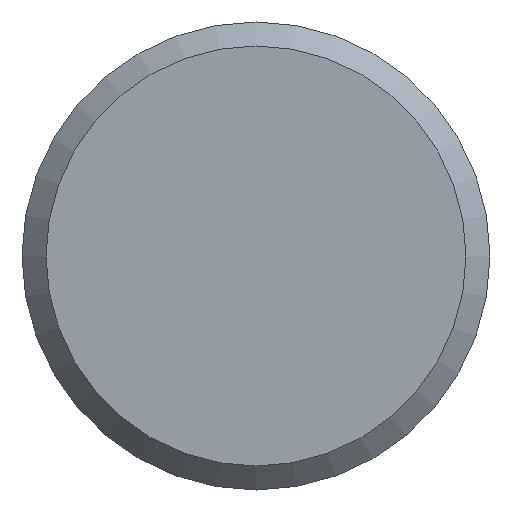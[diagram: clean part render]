
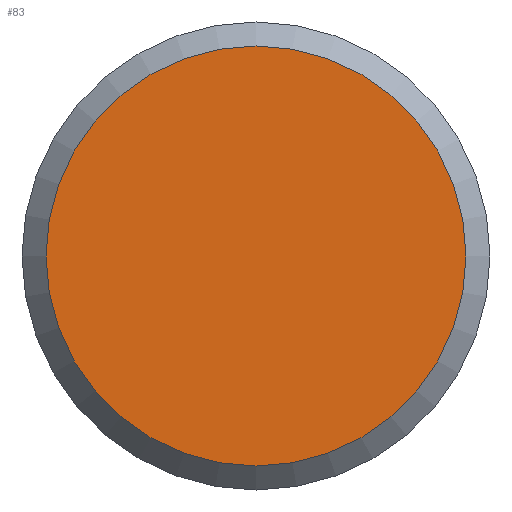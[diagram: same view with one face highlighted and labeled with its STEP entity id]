
A CAD part, front view. The second image highlights one B-rep face of the part: STEP entity #83.
In plain terms, the highlighted planar face has unit normal (0, -1, 0).
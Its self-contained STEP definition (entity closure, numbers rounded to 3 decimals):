
#83 = ADVANCED_FACE( 'NONE', ( #127 ), #128, .T. );
#127 = FACE_OUTER_BOUND( '', #207, .T. );
#128 = PLANE( '', #208 );
#207 = EDGE_LOOP( '', ( #303 ) );
#208 = AXIS2_PLACEMENT_3D( '', #304, #305, #306 );
#303 = ORIENTED_EDGE( '', *, *, #411, .T. );
#304 = CARTESIAN_POINT( '', ( 0., 0., 0. ) );
#305 = DIRECTION( '', ( 0., -1., 0. ) );
#306 = DIRECTION( '', ( 0., 0., -1. ) );
#411 = EDGE_CURVE( 'NONE', #450, #450, #451, .T. );
#450 = VERTEX_POINT( '', #502 );
#451 = CIRCLE( '', #503, 8.75 );
#502 = CARTESIAN_POINT( '', ( 0., 0., -8.75 ) );
#503 = AXIS2_PLACEMENT_3D( '', #567, #568, #569 );
#567 = CARTESIAN_POINT( '', ( 0., 0., 0. ) );
#568 = DIRECTION( '', ( 0., -1., 0. ) );
#569 = DIRECTION( '', ( 0., 0., -1. ) );
